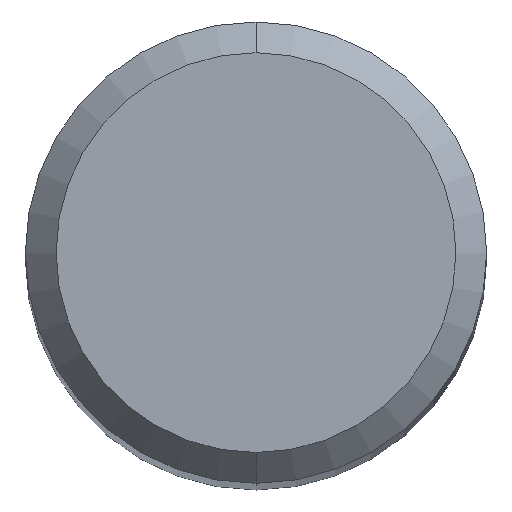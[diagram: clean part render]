
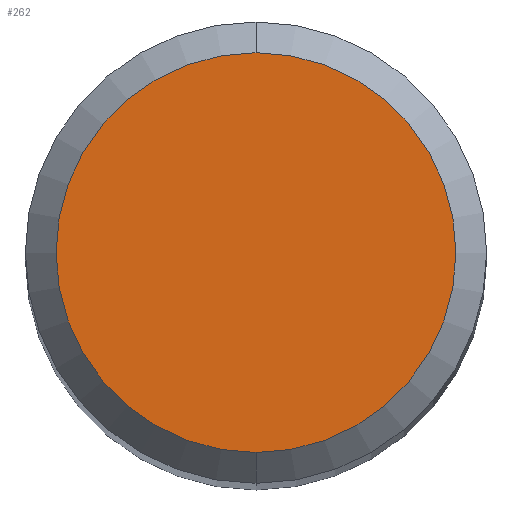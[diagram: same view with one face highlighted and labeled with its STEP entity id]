
A CAD part, top view. The second image highlights one B-rep face of the part: STEP entity #262.
In plain terms, the highlighted planar face has unit normal (0, 0, 1).
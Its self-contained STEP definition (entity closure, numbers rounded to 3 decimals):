
#260=EDGE_CURVE('',#392,#288,#569,.T.);
#262=ADVANCED_FACE('',(#571),#572,.T.);
#288=VERTEX_POINT('',#599);
#346=EDGE_CURVE('',#288,#392,#664,.T.);
#392=VERTEX_POINT('',#712);
#569=CIRCLE('',#1011,2.6);
#571=FACE_OUTER_BOUND('',#1013,.T.);
#572=PLANE('',#1014);
#599=CARTESIAN_POINT('',(0.0,2.6,0.0));
#664=CIRCLE('',#1147,2.6);
#712=CARTESIAN_POINT('',(0.,-2.6,0.0));
#1011=AXIS2_PLACEMENT_3D('',#1524,#1525,#1526);
#1013=EDGE_LOOP('',(#1528,#1529));
#1014=AXIS2_PLACEMENT_3D('',#1530,#1531,#1532);
#1147=AXIS2_PLACEMENT_3D('',#1626,#1627,#1628);
#1524=CARTESIAN_POINT('',(0.0,0.0,0.0));
#1525=DIRECTION('',(0.0,0.0,-1.0));
#1526=DIRECTION('',(0.0,1.0,0.0));
#1528=ORIENTED_EDGE('',*,*,#346,.F.);
#1529=ORIENTED_EDGE('',*,*,#260,.F.);
#1530=CARTESIAN_POINT('',(0.0,1.3,0.0));
#1531=DIRECTION('',(-0.0,0.0,1.0));
#1532=DIRECTION('',(0.0,-1.0,0.0));
#1626=CARTESIAN_POINT('',(0.0,0.0,0.0));
#1627=DIRECTION('',(0.0,0.0,-1.0));
#1628=DIRECTION('',(0.0,1.0,0.0));
